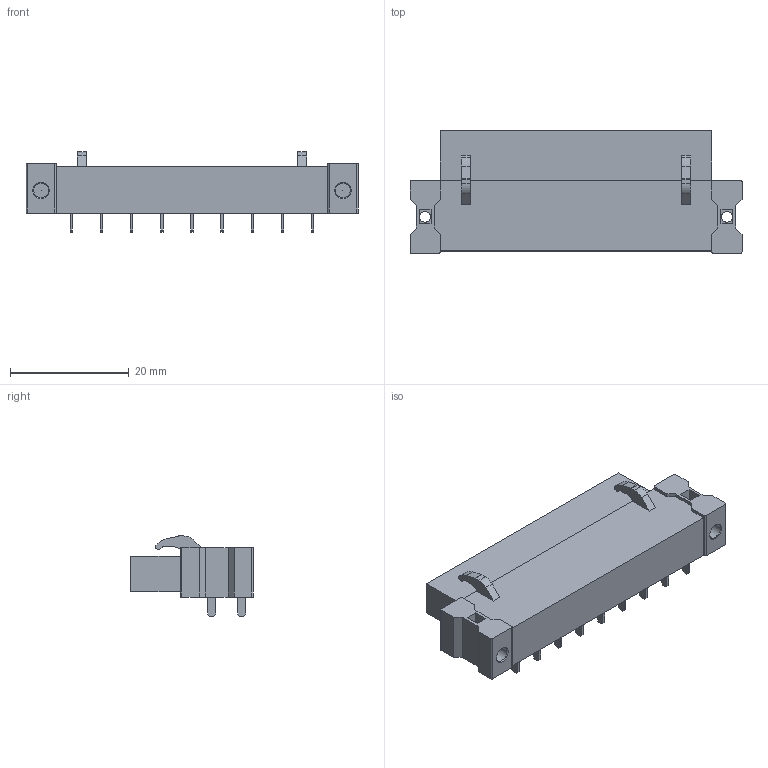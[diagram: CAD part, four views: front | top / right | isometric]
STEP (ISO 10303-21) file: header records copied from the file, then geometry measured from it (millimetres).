
FILE_DESCRIPTION(('CATIA V5 STEP Exchange','CAx-IF Rec.Pracs.--- Model Styling and Organization---1.2---2011-12-15'),'2;1');
FILE_NAME ('D1457322_0_1843820000_1843820000.stp','2018-09-01T03:05:24+00:00',('none'),('Weidmueller'),'CATIA Version 5-6 Release 2014','CATIA V5 STEP AP214','none');
FILE_SCHEMA(('AUTOMOTIVE_DESIGN { 1 0 10303 214 1 1 1 1 }'));
Length unit declared in the file: millimetre
Products named in the file (1): 1843820000
Bounding box: 55.88 x 20.65 x 13.48 mm (x, y, z)
Volume: 7260.2 mm3; surface area: 3996 mm2
Topology: 19 solids, 19 shells, 393 faces, 944 edges, 626 vertices
Faces by surface type: plane 325, cylinder 42, cone 26
Entity records: 10338 total; most frequent: ORIENTED_EDGE 1888, CARTESIAN_POINT 1793, DIRECTION 1388, EDGE_CURVE 944, VECTOR 816, LINE 816, VERTEX_POINT 626, EDGE_LOOP 442
